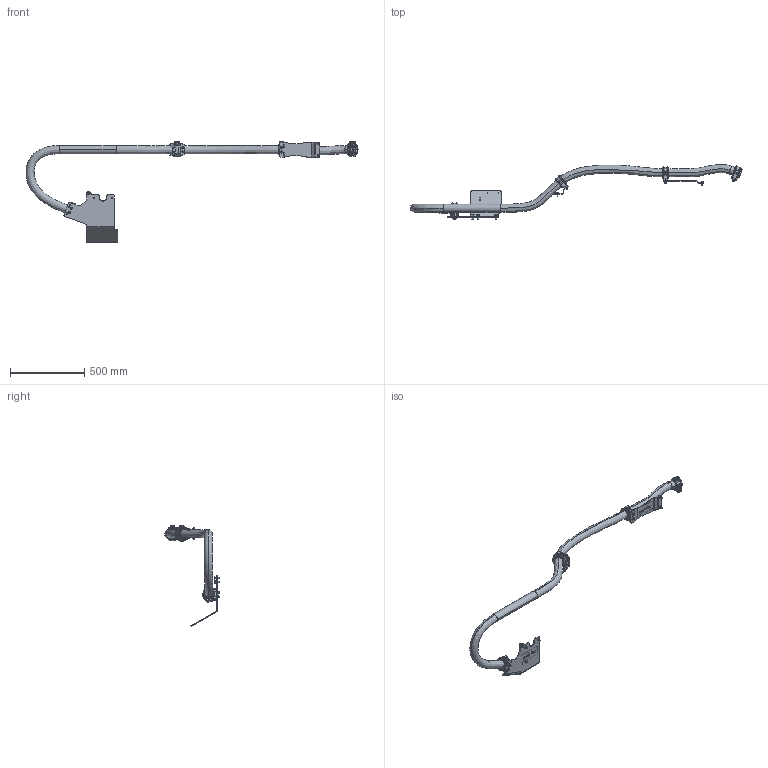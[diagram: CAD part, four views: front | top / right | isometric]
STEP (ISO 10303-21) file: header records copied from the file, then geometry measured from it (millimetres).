
FILE_DESCRIPTION (( 'STEP AP214' ), '1' );
FILE_NAME ('P2190-1.STEP', '2023-06-16T11:01:28', ( '' ), ( '' ), 'SwSTEP 2.0', 'SolidWorks 2021', '' );
FILE_SCHEMA (( 'AUTOMOTIVE_DESIGN' ));
Length unit declared in the file: millimetre
Products named in the file (1): P2190-1
Bounding box: 2233.19 x 368.61 x 679.48 mm (x, y, z)
Volume: 2747418.9 mm3; surface area: 1498251.9 mm2
Topology: 52 solids, 52 shells, 3555 faces, 9186 edges, 5954 vertices
Faces by surface type: plane 1704, cylinder 817, bspline 738, cone 142, torus 106, sphere 48
Entity records: 255602 total; most frequent: CARTESIAN_POINT 135252, ORIENTED_EDGE 18164, DIRECTION 13914, EDGE_CURVE 9082, VERTEX_POINT 5906, LINE 5234, VECTOR 5234, AXIS2_PLACEMENT_3D 4340
